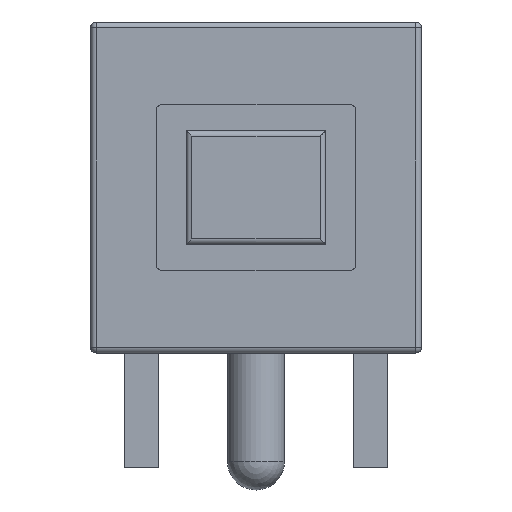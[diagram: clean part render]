
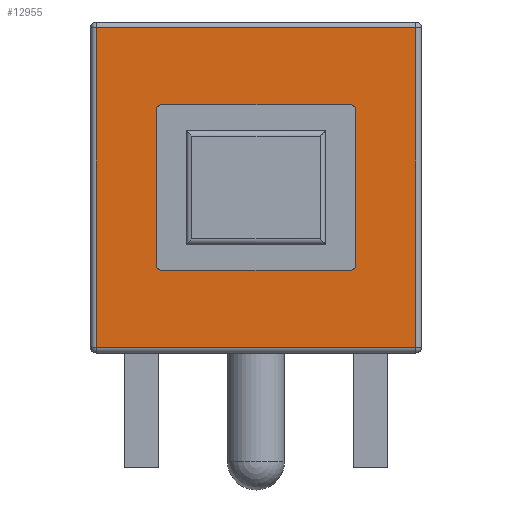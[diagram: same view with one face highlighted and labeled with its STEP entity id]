
A CAD part, front view. The second image highlights one B-rep face of the part: STEP entity #12955.
In plain terms, the highlighted planar face has unit normal (0, -1, 0).
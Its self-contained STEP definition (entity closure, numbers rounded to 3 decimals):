
#32 = VECTOR ( 'NONE', #16934, 1000. ) ;
#345 = ORIENTED_EDGE ( 'NONE', *, *, #1430, .T. ) ;
#400 = CARTESIAN_POINT ( 'NONE',  ( 2.8, -0.276, 5.704 ) ) ;
#1162 = FACE_OUTER_BOUND ( 'NONE', #10539, .T. ) ;
#1430 = EDGE_CURVE ( 'NONE', #18456, #5409, #8445, .T. ) ;
#2346 = LINE ( 'NONE', #17855, #12074 ) ;
#2754 = CARTESIAN_POINT ( 'NONE',  ( 0., -0.276, 2.904 ) ) ;
#5182 = DIRECTION ( 'NONE',  ( -1., 0., 0. ) ) ;
#5409 = VERTEX_POINT ( 'NONE', #400 ) ;
#5750 = VERTEX_POINT ( 'NONE', #11068 ) ;
#6792 = LINE ( 'NONE', #9851, #32 ) ;
#6859 = ORIENTED_EDGE ( 'NONE', *, *, #15022, .T. ) ;
#6878 = PLANE ( 'NONE',  #16007 ) ;
#7354 = EDGE_CURVE ( 'NONE', #10326, #5750, #6792, .T. ) ;
#7705 = VECTOR ( 'NONE', #5182, 1000. ) ;
#8057 = DIRECTION ( 'NONE',  ( 1., 0., 0. ) ) ;
#8061 = ORIENTED_EDGE ( 'NONE', *, *, #10110, .T. ) ;
#8106 = ORIENTED_EDGE ( 'NONE', *, *, #7354, .T. ) ;
#8445 = LINE ( 'NONE', #15784, #9862 ) ;
#8819 = DIRECTION ( 'NONE',  ( 0., 0., 1. ) ) ;
#9388 = LINE ( 'NONE', #12358, #7705 ) ;
#9851 = CARTESIAN_POINT ( 'NONE',  ( -2.8, -0.276, 0.004 ) ) ;
#9862 = VECTOR ( 'NONE', #12976, 1000. ) ;
#10110 = EDGE_CURVE ( 'NONE', #5409, #10326, #9388, .T. ) ;
#10198 = CARTESIAN_POINT ( 'NONE',  ( 2.8, -0.276, 0.104 ) ) ;
#10326 = VERTEX_POINT ( 'NONE', #15931 ) ;
#10539 = EDGE_LOOP ( 'NONE', ( #8106, #6859, #345, #8061 ) ) ;
#11068 = CARTESIAN_POINT ( 'NONE',  ( -2.8, -0.276, 0.104 ) ) ;
#12074 = VECTOR ( 'NONE', #8057, 1000. ) ;
#12358 = CARTESIAN_POINT ( 'NONE',  ( -2.9, -0.276, 5.704 ) ) ;
#12955 = ADVANCED_FACE ( 'NONE', ( #1162 ), #6878, .T. ) ;
#12976 = DIRECTION ( 'NONE',  ( 0., 0., 1. ) ) ;
#14481 = DIRECTION ( 'NONE',  ( 0., -1., 0. ) ) ;
#15022 = EDGE_CURVE ( 'NONE', #5750, #18456, #2346, .T. ) ;
#15784 = CARTESIAN_POINT ( 'NONE',  ( 2.8, -0.276, 5.804 ) ) ;
#15931 = CARTESIAN_POINT ( 'NONE',  ( -2.8, -0.276, 5.704 ) ) ;
#16007 = AXIS2_PLACEMENT_3D ( 'NONE', #2754, #14481, #8819 ) ;
#16934 = DIRECTION ( 'NONE',  ( 0., 0., -1. ) ) ;
#17855 = CARTESIAN_POINT ( 'NONE',  ( 2.9, -0.276, 0.104 ) ) ;
#18456 = VERTEX_POINT ( 'NONE', #10198 ) ;
